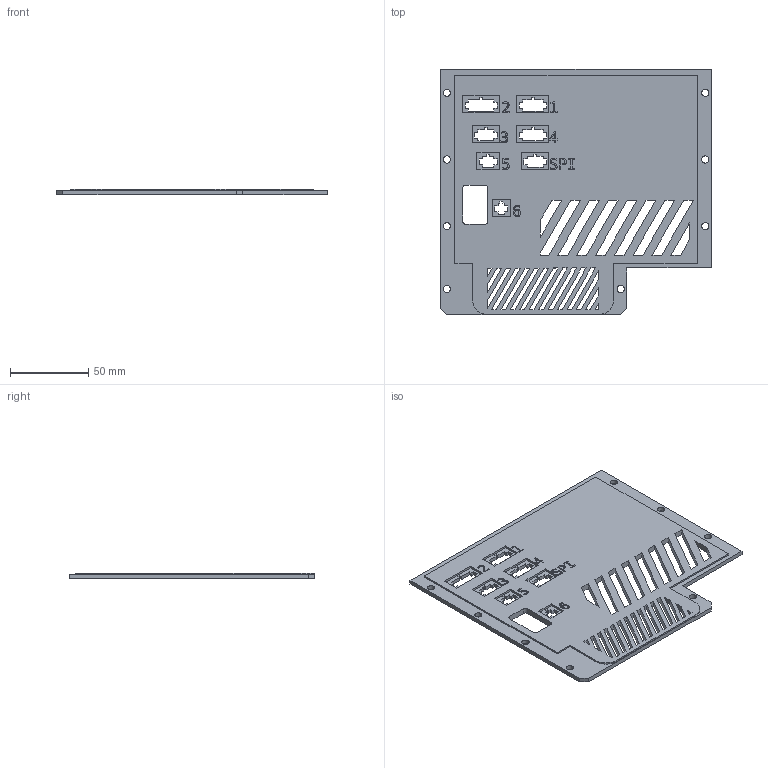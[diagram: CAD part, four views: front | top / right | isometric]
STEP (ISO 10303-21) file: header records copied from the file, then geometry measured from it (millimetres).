
FILE_DESCRIPTION(/* description */ (''),/* implementation_level */ '2;1');
FILE_NAME(/* name */ 'Rear Panel - DD Ender with BLTouch.step',/* time_stamp */ '2022-07-20T11:47:21-05:00',/* author */ (''),/* organization */ (''),/* preprocessor_version */ 'ST-DEVELOPER v19',/* originating_system */ 'Autodesk Translation Framework v11.7.0.108',/* authorisation */ '');
FILE_SCHEMA (('AUTOMOTIVE_DESIGN { 1 0 10303 214 3 1 1 }'));
Length unit declared in the file: millimetre
Products named in the file (1): Rear Panel - DD Ender with BLTouch
Bounding box: 172.55 x 156.8 x 3.8 mm (x, y, z)
Volume: 76852.2 mm3; surface area: 54015 mm2
Topology: 1 solids, 1 shells, 836 faces, 2406 edges, 1604 vertices
Faces by surface type: plane 422, bspline 400, cylinder 14
Full cylindrical faces by diameter (mm): 4.6 x8
Entity records: 32654 total; most frequent: CARTESIAN_POINT 13263, ORIENTED_EDGE 4812, DIRECTION 2508, EDGE_CURVE 2406, VERTEX_POINT 1604, LINE 1578, VECTOR 1578, EDGE_LOOP 948
